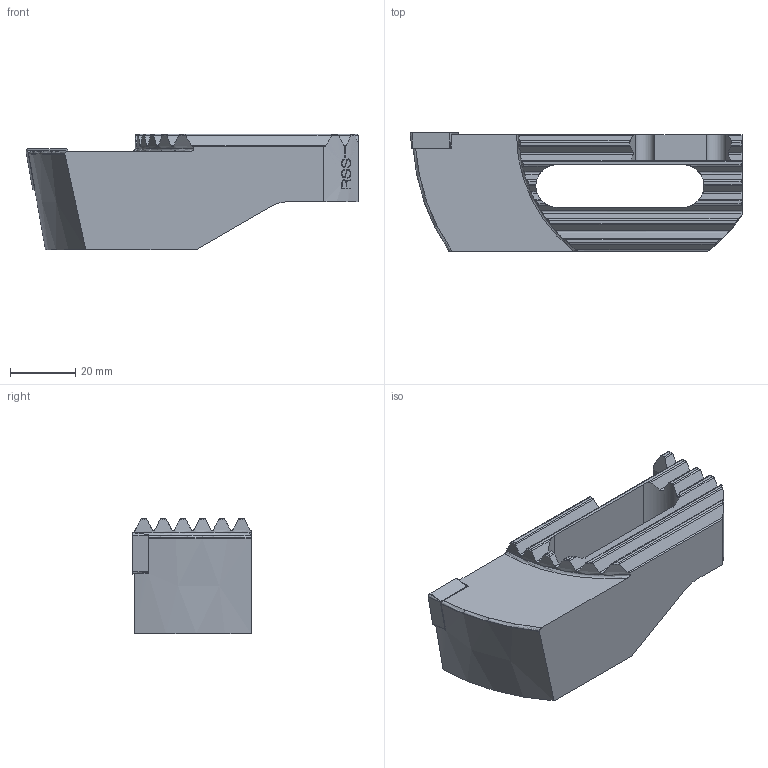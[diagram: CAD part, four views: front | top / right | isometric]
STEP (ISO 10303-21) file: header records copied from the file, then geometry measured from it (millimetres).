
FILE_DESCRIPTION(('no description'),'unknown implementation level');
FILE_NAME('A490680E-4395-4B32-9F06-CCFE90BCA3C7_export.stp',' ',('CIMSOURCE GmbH'),('CADClick - KiM GmbH - www.kimweb.de'),'unknown preprocess','ACIS','unknown authorization');
FILE_SCHEMA(('automotive_design'));
Length unit declared in the file: millimetre
Products named in the file (3): 639.495 Kaiser RB 129-157 SW98 CC12|654.991 Kaiser CCMT 120408 K20C;Kombinieren1; 639.495 Kaiser RB 129-157 SW98 CC12|694.150 Kaiser ETL M5 X 13,3 T20 IP 10S;Kreismuster1; 639.495 Kaiser RB 129-157 SW98 CC12|639.495 Kaiser RB 129-157 SW98 CC12;Marke RSS
Bounding box: 102 x 36.36 x 35.4 mm (x, y, z)
Volume: 65444.3 mm3; surface area: 17807.3 mm2
Topology: 3 solids, 3 shells, 252 faces, 695 edges, 453 vertices
Faces by surface type: plane 90, cylinder 78, bspline 44, cone 29, torus 11
Entity records: 19972 total; most frequent: CARTESIAN_POINT 6001, STYLED_ITEM 1401, PRESENTATION_STYLE_ASSIGNMENT 1401, COLOUR_RGB 1401, ORIENTED_EDGE 1386, DIRECTION 1176, EDGE_CURVE 693, CURVE_STYLE 693
